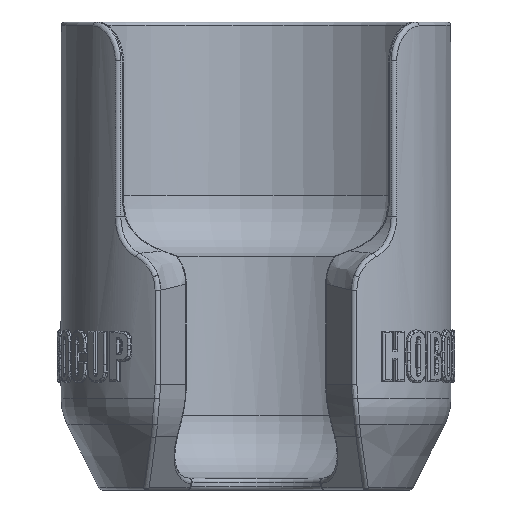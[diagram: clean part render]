
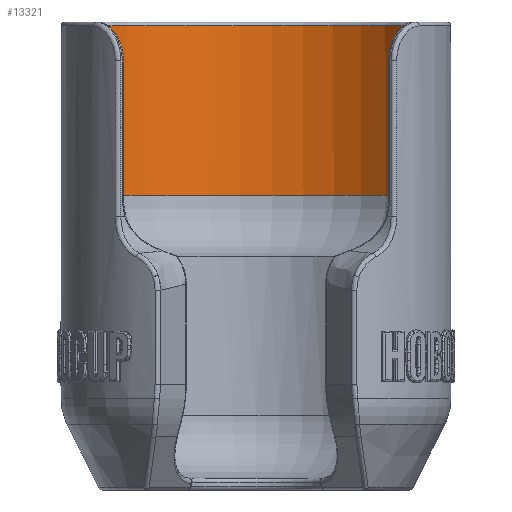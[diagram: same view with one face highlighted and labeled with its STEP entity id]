
A CAD part, front view. The second image highlights one B-rep face of the part: STEP entity #13321.
In plain terms, the highlighted cylindrical face has radius 47.5 mm (diameter 95 mm), a partial arc.
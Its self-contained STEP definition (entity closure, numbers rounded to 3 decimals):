
#633=B_SPLINE_CURVE_WITH_KNOTS('',3,(#32455,#32456,#32457,#32458,#32459,
#32460),.UNSPECIFIED.,.F.,.F.,(4,1,1,4),(0.,0.609,1.015,
1.42),.UNSPECIFIED.);
#635=B_SPLINE_CURVE_WITH_KNOTS('',3,(#32506,#32507,#32508,#32509,#32510,
#32511),.UNSPECIFIED.,.F.,.F.,(4,1,1,4),(0.,0.609,
1.015,1.42),.UNSPECIFIED.);
#2211=FACE_OUTER_BOUND('',#3013,.T.);
#3013=EDGE_LOOP('',(#10992,#10993,#10994,#10995,#10996,#10997));
#3488=CIRCLE('',#13942,47.5);
#3507=CIRCLE('',#13968,47.5);
#3975=LINE('',#32415,#4791);
#3977=LINE('',#32517,#4793);
#4791=VECTOR('',#15098,10.);
#4793=VECTOR('',#15116,10.);
#5882=VERTEX_POINT('',#32399);
#5884=VERTEX_POINT('',#32411);
#5886=VERTEX_POINT('',#32446);
#5888=VERTEX_POINT('',#32462);
#5890=VERTEX_POINT('',#32497);
#5892=VERTEX_POINT('',#32513);
#7587=EDGE_CURVE('',#5882,#5884,#3975,.T.);
#7590=EDGE_CURVE('',#5884,#5886,#633,.T.);
#7593=EDGE_CURVE('',#5886,#5888,#3488,.T.);
#7596=EDGE_CURVE('',#5888,#5890,#635,.T.);
#7599=EDGE_CURVE('',#5890,#5892,#3977,.T.);
#7643=EDGE_CURVE('',#5892,#5882,#3507,.T.);
#10992=ORIENTED_EDGE('',*,*,#7587,.F.);
#10993=ORIENTED_EDGE('',*,*,#7643,.F.);
#10994=ORIENTED_EDGE('',*,*,#7599,.F.);
#10995=ORIENTED_EDGE('',*,*,#7596,.F.);
#10996=ORIENTED_EDGE('',*,*,#7593,.F.);
#10997=ORIENTED_EDGE('',*,*,#7590,.F.);
#12832=CYLINDRICAL_SURFACE('',#14019,47.5);
#13321=ADVANCED_FACE('',(#2211),#12832,.F.);
#13942=AXIS2_PLACEMENT_3D('',#32466,#15107,#15108);
#13968=AXIS2_PLACEMENT_3D('',#32937,#15166,#15167);
#14019=AXIS2_PLACEMENT_3D('',#33645,#15312,#15313);
#15098=DIRECTION('',(0.,0.,1.));
#15107=DIRECTION('center_axis',(0.,0.,-1.));
#15108=DIRECTION('ref_axis',(0.,1.,0.));
#15116=DIRECTION('',(0.,0.,-1.));
#15166=DIRECTION('center_axis',(0.,0.,1.));
#15167=DIRECTION('ref_axis',(0.,-1.,0.));
#15312=DIRECTION('center_axis',(0.,0.,1.));
#15313=DIRECTION('ref_axis',(0.,1.,0.));
#32399=CARTESIAN_POINT('',(-34.273,-32.888,75.612));
#32411=CARTESIAN_POINT('',(-34.273,-32.888,110.));
#32415=CARTESIAN_POINT('',(-34.273,-32.888,60.));
#32446=CARTESIAN_POINT('',(-39.791,-25.941,119.));
#32455=CARTESIAN_POINT('Ctrl Pts',(-34.273,-32.888,
110.));
#32456=CARTESIAN_POINT('Ctrl Pts',(-34.273,-32.888,
112.029));
#32457=CARTESIAN_POINT('Ctrl Pts',(-35.098,-32.061,
115.4));
#32458=CARTESIAN_POINT('Ctrl Pts',(-37.524,-29.206,118.403));
#32459=CARTESIAN_POINT('Ctrl Pts',(-39.068,-27.05,
119.));
#32460=CARTESIAN_POINT('Ctrl Pts',(-39.791,-25.941,
119.));
#32462=CARTESIAN_POINT('',(39.791,-25.941,119.));
#32466=CARTESIAN_POINT('Origin',(0.,0.,119.));
#32497=CARTESIAN_POINT('',(34.273,-32.888,110.));
#32506=CARTESIAN_POINT('Ctrl Pts',(39.791,-25.941,119.));
#32507=CARTESIAN_POINT('Ctrl Pts',(38.706,-27.605,119.));
#32508=CARTESIAN_POINT('Ctrl Pts',(36.7,-30.244,117.848));
#32509=CARTESIAN_POINT('Ctrl Pts',(34.696,-32.452,114.052));
#32510=CARTESIAN_POINT('Ctrl Pts',(34.273,-32.888,111.353));
#32511=CARTESIAN_POINT('Ctrl Pts',(34.273,-32.888,110.));
#32513=CARTESIAN_POINT('',(34.273,-32.888,75.612));
#32517=CARTESIAN_POINT('',(34.273,-32.888,60.));
#32937=CARTESIAN_POINT('Origin',(0.,0.,75.612));
#33645=CARTESIAN_POINT('Origin',(0.,0.,60.));
